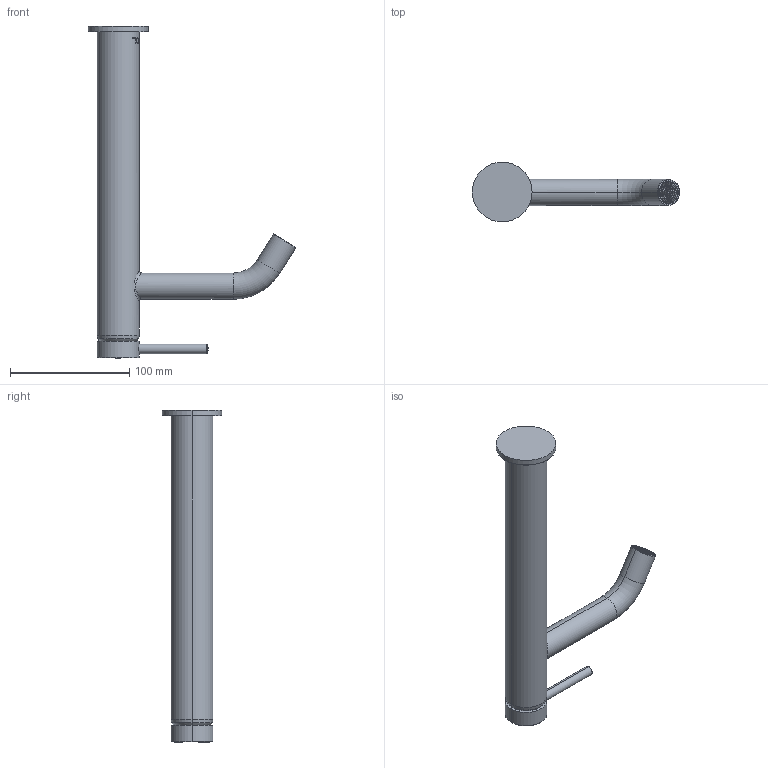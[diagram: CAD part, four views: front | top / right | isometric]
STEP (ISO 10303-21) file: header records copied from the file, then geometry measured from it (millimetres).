
FILE_DESCRIPTION((''),'2;1');
FILE_NAME('YC-TH8144_ASM_2_ASM_1_ASM','2022-05-21T11:14:06',('怪大叔'),(''),'CREO PARAMETRIC BY PTC INC, 2021063','CREO PARAMETRIC BY PTC INC, 2021063','');
FILE_SCHEMA(('CONFIG_CONTROL_DESIGN'));
Length unit declared in the file: millimetre
Products named in the file (8): TH8144_4_1_1; TH8144_4_2_1; TH8144_4_3_1; TH8144_4_ASM_1_ASM; XRWD_2_1; TH8143-HC; TH8143-LIN; YC-TH8144_ASM_2_ASM_1_ASM
Assembly tree (7 placements, depth 3):
  YC-TH8144_ASM_2_ASM_1_ASM
    TH8144_4_ASM_1_ASM
      TH8144_4_1_1
      TH8144_4_2_1
      TH8144_4_3_1
    XRWD_2_1
    TH8143-HC
    TH8143-LIN
Bounding box: 173.71 x 50 x 278.2 mm (x, y, z)
Volume: 327026.4 mm3; surface area: 52032.1 mm2
Topology: 17 solids, 17 shells, 530 faces, 1610 edges, 1079 vertices
Faces by surface type: plane 202, cylinder 142, bspline 85, extrusion 85, torus 10, revolution 4, cone 2
Entity records: 20368 total; most frequent: CARTESIAN_POINT 6116, ORIENTED_EDGE 3212, DIRECTION 2449, EDGE_CURVE 1606, VERTEX_POINT 1079, VECTOR 889, LINE 804, AXIS2_PLACEMENT_3D 778
